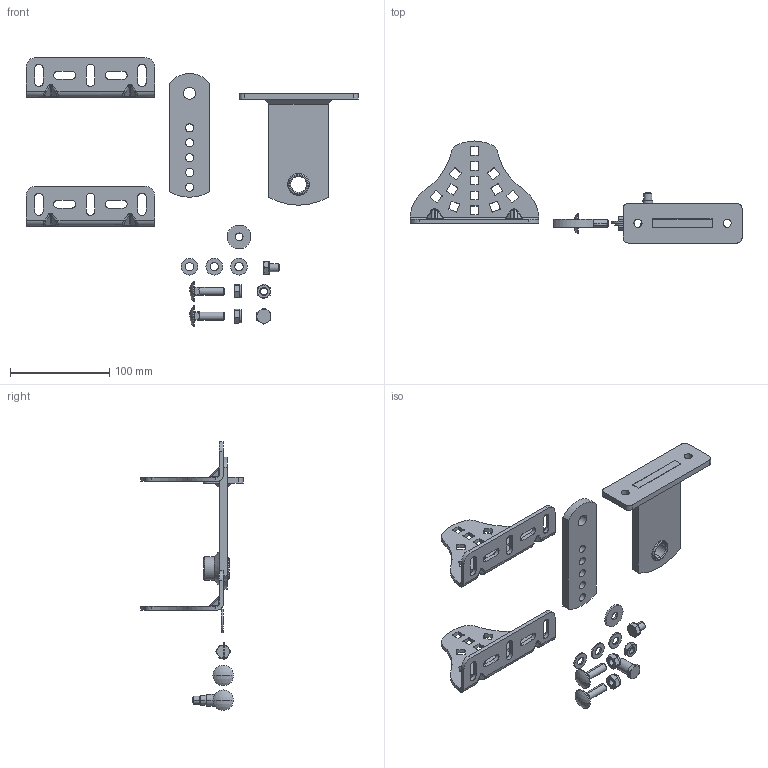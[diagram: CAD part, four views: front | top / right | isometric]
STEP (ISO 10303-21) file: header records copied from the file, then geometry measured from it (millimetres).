
FILE_DESCRIPTION (( 'STEP AP214' ), '1' );
FILE_NAME ('609010100640.STEP', '2022-06-29T07:55:45', ( '' ), ( '' ), 'SwSTEP 2.0', 'SolidWorks 2021', '' );
FILE_SCHEMA (( 'AUTOMOTIVE_DESIGN' ));
Length unit declared in the file: millimetre
Products named in the file (12): 851010500090_default; 851010100020; 609010100640; 607010100020; 851010500040_DEFAULT; 851010700010_RONDELLA 100HV M4 4,3X12X1 ZB UNI 6593; 851010101070; 606010104480 DIS.606_182-1 Rev1 STAFFA POSTERIORE REGOLABILE PER PISTONI - ZINCATA_STAFFA INCLINATA; 851010700040; 606010104510 DIS.606_184-1 Rev1 STAFFA POSTERIORE REGOLABILE DA AVVITARE PER PISTONI - ZINCATA; 609010100710; 605010101610 DIS.605_81-1 ASSIEME STAFFA ANTERIORE CORTA FLANGIATA PER PISTONI ZINCATA
Assembly tree (16 placements, depth 3):
  609010100640
    606010104510 DIS.606_184-1 Rev1 STAFFA POSTERIORE REGOLABILE DA AVVITARE PER PISTONI - ZINCATA  x2
    606010104480 DIS.606_182-1 Rev1 STAFFA POSTERIORE REGOLABILE PER PISTONI - ZINCATA_STAFFA INCLINATA
    605010101610 DIS.605_81-1 ASSIEME STAFFA ANTERIORE CORTA FLANGIATA PER PISTONI ZINCATA
    609010100710
      851010101070  x2
      851010500090_default  x2
      851010700040  x3
      607010100020
      851010500040_DEFAULT
      851010100020
      851010700010_RONDELLA 100HV M4 4,3X12X1 ZB UNI 6593
Bounding box: 335 x 102.94 x 271.32 mm (x, y, z)
Volume: 209384.1 mm3; surface area: 104457.8 mm2
Topology: 19 solids, 19 shells, 743 faces, 1902 edges, 1205 vertices
Faces by surface type: cylinder 331, plane 263, cone 79, bspline 42, torus 24, sphere 4
Entity records: 17254 total; most frequent: CARTESIAN_POINT 5173, DIRECTION 2313, ORIENTED_EDGE 2304, EDGE_CURVE 1152, AXIS2_PLACEMENT_3D 875, VERTEX_POINT 726, VECTOR 563, LINE 563
